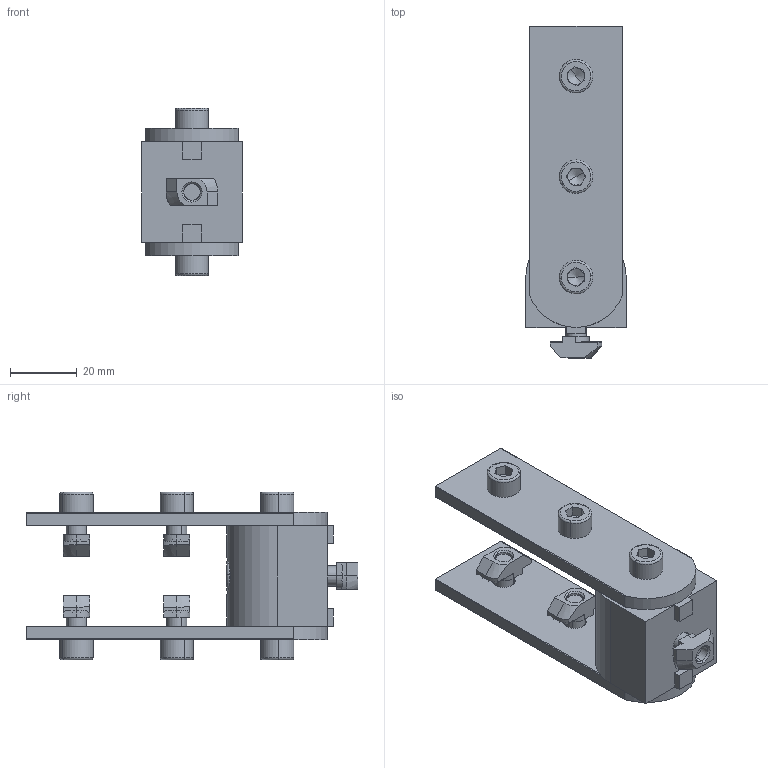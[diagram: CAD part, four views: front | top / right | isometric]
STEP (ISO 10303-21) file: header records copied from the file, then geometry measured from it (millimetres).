
FILE_DESCRIPTION (( 'STEP AP214' ), '1' );
FILE_NAME ('#031 Êîìïëåêò êðîíøòåéíà 30õ30-8-À ñ ñîåäèíèòåëåì, â ïàç ïðîôèëÿ.STEP', '2022-06-09T08:25:30', ( 'Ñòàñ' ), ( '' ), 'SwSTEP 2.0', 'SolidWorks 2021', '' );
FILE_SCHEMA (( 'AUTOMOTIVE_DESIGN' ));
Length unit declared in the file: millimetre
Products named in the file (7): D67_00; K89; D53_00; A466 Ïîâîðîòíûé ñîåäèíèòåëü 90ìì, ïàç 8; D55; A463 Ïîâîðîòíûé êðîíøòåéí 8-A; #031 Êîìïëåêò êðîíøòåéíà 30õ30-8-À ñ ñîåäèíèòåëåì, â ïàç ïðîôèëÿ
Assembly tree (15 placements, depth 2):
  #031 Êîìïëåêò êðîíøòåéíà 30õ30-8-À ñ ñîåäèíèòåëåì, â ïàç ïðîôèëÿ
    A466 Ïîâîðîòíûé ñîåäèíèòåëü 90ìì, ïàç 8  x2
    A463 Ïîâîðîòíûé êðîíøòåéí 8-A
    K89
    D53_00  x5
    D67_00  x4
    D55  x2
Bounding box: 30 x 99.1 x 50 mm (x, y, z)
Volume: 48987 mm3; surface area: 24621.3 mm2
Topology: 15 solids, 15 shells, 477 faces, 1184 edges, 735 vertices
Faces by surface type: plane 289, cylinder 90, cone 70, torus 28
Entity records: 5599 total; most frequent: CARTESIAN_POINT 1168, DIRECTION 886, ORIENTED_EDGE 824, EDGE_CURVE 412, AXIS2_PLACEMENT_3D 319, VERTEX_POINT 257, VECTOR 248, LINE 248
